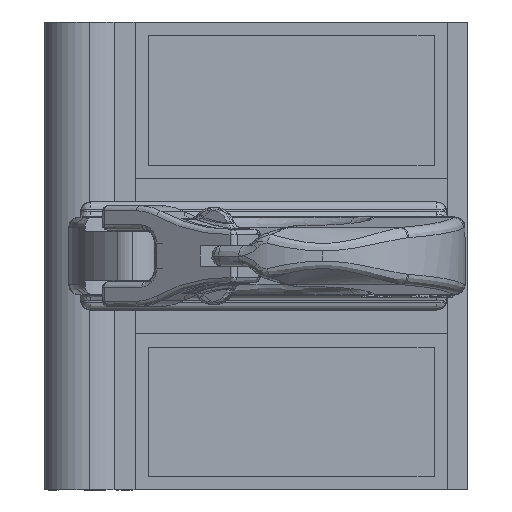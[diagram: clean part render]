
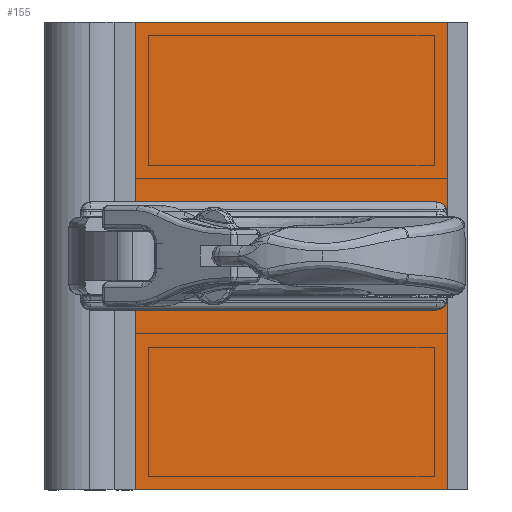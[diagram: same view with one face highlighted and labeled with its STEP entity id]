
A CAD part, left-side view. The second image highlights one B-rep face of the part: STEP entity #155.
In plain terms, the highlighted free-form (B-spline) face has degree [1, 1] with [2, 2] control points.
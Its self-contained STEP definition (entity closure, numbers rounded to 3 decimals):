
#155 = ADVANCED_FACE('',(#156),#186,.T.);
#156 = FACE_BOUND('',#157,.T.);
#157 = EDGE_LOOP('',(#158,#167,#174,#181));
#158 = ORIENTED_EDGE('',*,*,#159,.F.);
#159 = EDGE_CURVE('',#160,#162,#164,.T.);
#160 = VERTEX_POINT('',#161);
#161 = CARTESIAN_POINT('',(-998.101,59.411,
    89.116));
#162 = VERTEX_POINT('',#163);
#163 = CARTESIAN_POINT('',(-998.101,-59.411,
    89.116));
#164 = B_SPLINE_CURVE_WITH_KNOTS('',1,(#165,#166),.UNSPECIFIED.,.F.,.F.,
  (2,2),(0.,120.),.PIECEWISE_BEZIER_KNOTS.);
#165 = CARTESIAN_POINT('',(-998.101,59.411,
    89.116));
#166 = CARTESIAN_POINT('',(-998.101,-59.411,
    89.116));
#167 = ORIENTED_EDGE('',*,*,#168,.F.);
#168 = EDGE_CURVE('',#169,#160,#171,.T.);
#169 = VERTEX_POINT('',#170);
#170 = CARTESIAN_POINT('',(-998.101,59.411,
    -89.116));
#171 = B_SPLINE_CURVE_WITH_KNOTS('',1,(#172,#173),.UNSPECIFIED.,.F.,.F.,
  (2,2),(-180.,0.),.PIECEWISE_BEZIER_KNOTS.);
#172 = CARTESIAN_POINT('',(-998.101,59.411,
    -89.116));
#173 = CARTESIAN_POINT('',(-998.101,59.411,
    89.116));
#174 = ORIENTED_EDGE('',*,*,#175,.F.);
#175 = EDGE_CURVE('',#176,#169,#178,.T.);
#176 = VERTEX_POINT('',#177);
#177 = CARTESIAN_POINT('',(-998.101,-59.411,
    -89.116));
#178 = B_SPLINE_CURVE_WITH_KNOTS('',1,(#179,#180),.UNSPECIFIED.,.F.,.F.,
  (2,2),(-120.,0.),.PIECEWISE_BEZIER_KNOTS.);
#179 = CARTESIAN_POINT('',(-998.101,-59.411,
    -89.116));
#180 = CARTESIAN_POINT('',(-998.101,59.411,
    -89.116));
#181 = ORIENTED_EDGE('',*,*,#182,.F.);
#182 = EDGE_CURVE('',#162,#176,#183,.T.);
#183 = B_SPLINE_CURVE_WITH_KNOTS('',1,(#184,#185),.UNSPECIFIED.,.F.,.F.,
  (2,2),(0.,180.),.PIECEWISE_BEZIER_KNOTS.);
#184 = CARTESIAN_POINT('',(-998.101,-59.411,
    89.116));
#185 = CARTESIAN_POINT('',(-998.101,-59.411,
    -89.116));
#186 = B_SPLINE_SURFACE_WITH_KNOTS('',1,1,(
    (#187,#188)
    ,(#189,#190
    )),.UNSPECIFIED.,.F.,.F.,.F.,(2,2),(2,2),(-90.,90.),(-60.,60.),
  .PIECEWISE_BEZIER_KNOTS.);
#187 = CARTESIAN_POINT('',(-998.101,59.411,
    89.116));
#188 = CARTESIAN_POINT('',(-998.101,-59.411,
    89.116));
#189 = CARTESIAN_POINT('',(-998.101,59.411,
    -89.116));
#190 = CARTESIAN_POINT('',(-998.101,-59.411,
    -89.116));
